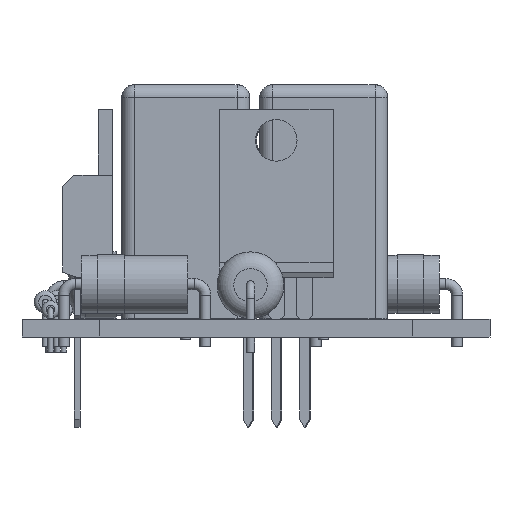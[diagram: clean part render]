
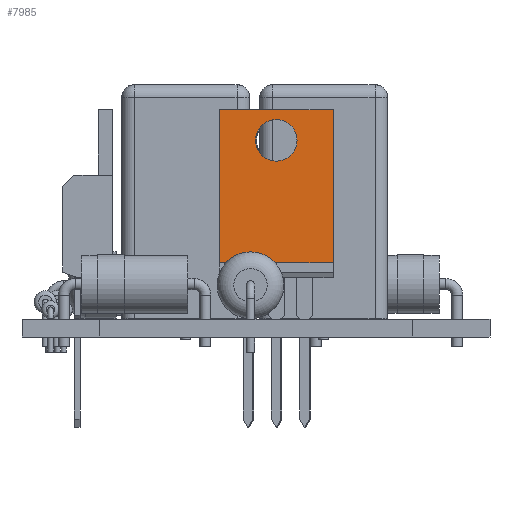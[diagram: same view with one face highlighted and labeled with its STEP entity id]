
A CAD part, front view. The second image highlights one B-rep face of the part: STEP entity #7985.
In plain terms, the highlighted face is planar.
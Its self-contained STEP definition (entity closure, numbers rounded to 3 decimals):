
#5465 = PLANE('',#5466);
#5466 = AXIS2_PLACEMENT_3D('',#5467,#5468,#5469);
#5467 = CARTESIAN_POINT('',(7.655,3.16,5.));
#5468 = DIRECTION('',(1.,0.,0.));
#5469 = DIRECTION('',(0.,-1.,0.));
#5521 = PLANE('',#5522);
#5522 = AXIS2_PLACEMENT_3D('',#5523,#5524,#5525);
#5523 = CARTESIAN_POINT('',(-2.575,1.89,5.));
#5524 = DIRECTION('',(-1.,0.,0.));
#5525 = DIRECTION('',(0.,1.,0.));
#5598 = PLANE('',#5599);
#5599 = AXIS2_PLACEMENT_3D('',#5600,#5601,#5602);
#5600 = CARTESIAN_POINT('',(-2.575,3.16,5.));
#5601 = DIRECTION('',(0.,0.,1.));
#5602 = DIRECTION('',(1.,0.,-0.));
#6655 = VERTEX_POINT('',#6656);
#6656 = CARTESIAN_POINT('',(-2.575,3.16,18.775));
#6670 = PLANE('',#6671);
#6671 = AXIS2_PLACEMENT_3D('',#6672,#6673,#6674);
#6672 = CARTESIAN_POINT('',(-2.575,3.16,18.775));
#6673 = DIRECTION('',(0.,0.,1.));
#6674 = DIRECTION('',(1.,0.,-0.));
#6682 = EDGE_CURVE('',#6683,#6655,#6685,.T.);
#6683 = VERTEX_POINT('',#6684);
#6684 = CARTESIAN_POINT('',(-2.575,3.16,5.));
#6685 = SURFACE_CURVE('',#6686,(#6690,#6697),.PCURVE_S1.);
#6686 = LINE('',#6687,#6688);
#6687 = CARTESIAN_POINT('',(-2.575,3.16,5.));
#6688 = VECTOR('',#6689,1.);
#6689 = DIRECTION('',(0.,0.,1.));
#6690 = PCURVE('',#5521,#6691);
#6691 = DEFINITIONAL_REPRESENTATION('',(#6692),#6696);
#6692 = LINE('',#6693,#6694);
#6693 = CARTESIAN_POINT('',(1.27,0.));
#6694 = VECTOR('',#6695,1.);
#6695 = DIRECTION('',(0.,-1.));
#6696 = ( GEOMETRIC_REPRESENTATION_CONTEXT(2) 
PARAMETRIC_REPRESENTATION_CONTEXT() REPRESENTATION_CONTEXT('2D SPACE',''
  ) );
#6697 = PCURVE('',#6698,#6703);
#6698 = PLANE('',#6699);
#6699 = AXIS2_PLACEMENT_3D('',#6700,#6701,#6702);
#6700 = CARTESIAN_POINT('',(-2.575,3.16,5.));
#6701 = DIRECTION('',(0.,1.,0.));
#6702 = DIRECTION('',(1.,0.,0.));
#6703 = DEFINITIONAL_REPRESENTATION('',(#6704),#6708);
#6704 = LINE('',#6705,#6706);
#6705 = CARTESIAN_POINT('',(0.,0.));
#6706 = VECTOR('',#6707,1.);
#6707 = DIRECTION('',(0.,-1.));
#6708 = ( GEOMETRIC_REPRESENTATION_CONTEXT(2) 
PARAMETRIC_REPRESENTATION_CONTEXT() REPRESENTATION_CONTEXT('2D SPACE',''
  ) );
#6800 = CYLINDRICAL_SURFACE('',#6801,1.868);
#6801 = AXIS2_PLACEMENT_3D('',#6802,#6803,#6804);
#6802 = CARTESIAN_POINT('',(2.54,1.89,16.005));
#6803 = DIRECTION('',(0.,-1.,0.));
#6804 = DIRECTION('',(1.,0.,0.));
#6816 = VERTEX_POINT('',#6817);
#6817 = CARTESIAN_POINT('',(7.655,3.16,5.));
#6838 = EDGE_CURVE('',#6816,#6839,#6841,.T.);
#6839 = VERTEX_POINT('',#6840);
#6840 = CARTESIAN_POINT('',(7.655,3.16,18.775));
#6841 = SURFACE_CURVE('',#6842,(#6846,#6853),.PCURVE_S1.);
#6842 = LINE('',#6843,#6844);
#6843 = CARTESIAN_POINT('',(7.655,3.16,5.));
#6844 = VECTOR('',#6845,1.);
#6845 = DIRECTION('',(0.,0.,1.));
#6846 = PCURVE('',#5465,#6847);
#6847 = DEFINITIONAL_REPRESENTATION('',(#6848),#6852);
#6848 = LINE('',#6849,#6850);
#6849 = CARTESIAN_POINT('',(0.,0.));
#6850 = VECTOR('',#6851,1.);
#6851 = DIRECTION('',(0.,-1.));
#6852 = ( GEOMETRIC_REPRESENTATION_CONTEXT(2) 
PARAMETRIC_REPRESENTATION_CONTEXT() REPRESENTATION_CONTEXT('2D SPACE',''
  ) );
#6853 = PCURVE('',#6698,#6854);
#6854 = DEFINITIONAL_REPRESENTATION('',(#6855),#6859);
#6855 = LINE('',#6856,#6857);
#6856 = CARTESIAN_POINT('',(10.23,0.));
#6857 = VECTOR('',#6858,1.);
#6858 = DIRECTION('',(0.,-1.));
#6859 = ( GEOMETRIC_REPRESENTATION_CONTEXT(2) 
PARAMETRIC_REPRESENTATION_CONTEXT() REPRESENTATION_CONTEXT('2D SPACE',''
  ) );
#6888 = EDGE_CURVE('',#6683,#6816,#6889,.T.);
#6889 = SURFACE_CURVE('',#6890,(#6894,#6901),.PCURVE_S1.);
#6890 = LINE('',#6891,#6892);
#6891 = CARTESIAN_POINT('',(-2.575,3.16,5.));
#6892 = VECTOR('',#6893,1.);
#6893 = DIRECTION('',(1.,0.,0.));
#6894 = PCURVE('',#5598,#6895);
#6895 = DEFINITIONAL_REPRESENTATION('',(#6896),#6900);
#6896 = LINE('',#6897,#6898);
#6897 = CARTESIAN_POINT('',(0.,0.));
#6898 = VECTOR('',#6899,1.);
#6899 = DIRECTION('',(1.,0.));
#6900 = ( GEOMETRIC_REPRESENTATION_CONTEXT(2) 
PARAMETRIC_REPRESENTATION_CONTEXT() REPRESENTATION_CONTEXT('2D SPACE',''
  ) );
#6901 = PCURVE('',#6698,#6902);
#6902 = DEFINITIONAL_REPRESENTATION('',(#6903),#6907);
#6903 = LINE('',#6904,#6905);
#6904 = CARTESIAN_POINT('',(0.,0.));
#6905 = VECTOR('',#6906,1.);
#6906 = DIRECTION('',(1.,0.));
#6907 = ( GEOMETRIC_REPRESENTATION_CONTEXT(2) 
PARAMETRIC_REPRESENTATION_CONTEXT() REPRESENTATION_CONTEXT('2D SPACE',''
  ) );
#7985 = ADVANCED_FACE('',(#7986,#8012),#6698,.T.);
#7986 = FACE_BOUND('',#7987,.T.);
#7987 = EDGE_LOOP('',(#7988,#7989,#8010,#8011));
#7988 = ORIENTED_EDGE('',*,*,#6682,.T.);
#7989 = ORIENTED_EDGE('',*,*,#7990,.T.);
#7990 = EDGE_CURVE('',#6655,#6839,#7991,.T.);
#7991 = SURFACE_CURVE('',#7992,(#7996,#8003),.PCURVE_S1.);
#7992 = LINE('',#7993,#7994);
#7993 = CARTESIAN_POINT('',(-2.575,3.16,18.775));
#7994 = VECTOR('',#7995,1.);
#7995 = DIRECTION('',(1.,0.,0.));
#7996 = PCURVE('',#6698,#7997);
#7997 = DEFINITIONAL_REPRESENTATION('',(#7998),#8002);
#7998 = LINE('',#7999,#8000);
#7999 = CARTESIAN_POINT('',(0.,-13.775));
#8000 = VECTOR('',#8001,1.);
#8001 = DIRECTION('',(1.,0.));
#8002 = ( GEOMETRIC_REPRESENTATION_CONTEXT(2) 
PARAMETRIC_REPRESENTATION_CONTEXT() REPRESENTATION_CONTEXT('2D SPACE',''
  ) );
#8003 = PCURVE('',#6670,#8004);
#8004 = DEFINITIONAL_REPRESENTATION('',(#8005),#8009);
#8005 = LINE('',#8006,#8007);
#8006 = CARTESIAN_POINT('',(0.,0.));
#8007 = VECTOR('',#8008,1.);
#8008 = DIRECTION('',(1.,0.));
#8009 = ( GEOMETRIC_REPRESENTATION_CONTEXT(2) 
PARAMETRIC_REPRESENTATION_CONTEXT() REPRESENTATION_CONTEXT('2D SPACE',''
  ) );
#8010 = ORIENTED_EDGE('',*,*,#6838,.F.);
#8011 = ORIENTED_EDGE('',*,*,#6888,.F.);
#8012 = FACE_BOUND('',#8013,.T.);
#8013 = EDGE_LOOP('',(#8014));
#8014 = ORIENTED_EDGE('',*,*,#8015,.T.);
#8015 = EDGE_CURVE('',#8016,#8016,#8018,.T.);
#8016 = VERTEX_POINT('',#8017);
#8017 = CARTESIAN_POINT('',(4.408,3.16,16.005));
#8018 = SURFACE_CURVE('',#8019,(#8024,#8035),.PCURVE_S1.);
#8019 = CIRCLE('',#8020,1.868);
#8020 = AXIS2_PLACEMENT_3D('',#8021,#8022,#8023);
#8021 = CARTESIAN_POINT('',(2.54,3.16,16.005));
#8022 = DIRECTION('',(0.,-1.,0.));
#8023 = DIRECTION('',(1.,0.,0.));
#8024 = PCURVE('',#6698,#8025);
#8025 = DEFINITIONAL_REPRESENTATION('',(#8026),#8034);
#8026 = ( BOUNDED_CURVE() B_SPLINE_CURVE(2,(#8027,#8028,#8029,#8030,
#8031,#8032,#8033),.UNSPECIFIED.,.T.,.F.) B_SPLINE_CURVE_WITH_KNOTS((1,2
    ,2,2,2,1),(-2.094,0.,2.094,4.189,
6.283,8.378),.UNSPECIFIED.) CURVE() 
GEOMETRIC_REPRESENTATION_ITEM() RATIONAL_B_SPLINE_CURVE((1.,0.5,1.,0.5,
1.,0.5,1.)) REPRESENTATION_ITEM('') );
#8027 = CARTESIAN_POINT('',(6.983,-11.005));
#8028 = CARTESIAN_POINT('',(6.983,-14.24));
#8029 = CARTESIAN_POINT('',(4.181,-12.622));
#8030 = CARTESIAN_POINT('',(1.38,-11.005));
#8031 = CARTESIAN_POINT('',(4.181,-9.388));
#8032 = CARTESIAN_POINT('',(6.983,-7.77));
#8033 = CARTESIAN_POINT('',(6.983,-11.005));
#8034 = ( GEOMETRIC_REPRESENTATION_CONTEXT(2) 
PARAMETRIC_REPRESENTATION_CONTEXT() REPRESENTATION_CONTEXT('2D SPACE',''
  ) );
#8035 = PCURVE('',#6800,#8036);
#8036 = DEFINITIONAL_REPRESENTATION('',(#8037),#8041);
#8037 = LINE('',#8038,#8039);
#8038 = CARTESIAN_POINT('',(0.,-1.27));
#8039 = VECTOR('',#8040,1.);
#8040 = DIRECTION('',(1.,0.));
#8041 = ( GEOMETRIC_REPRESENTATION_CONTEXT(2) 
PARAMETRIC_REPRESENTATION_CONTEXT() REPRESENTATION_CONTEXT('2D SPACE',''
  ) );
